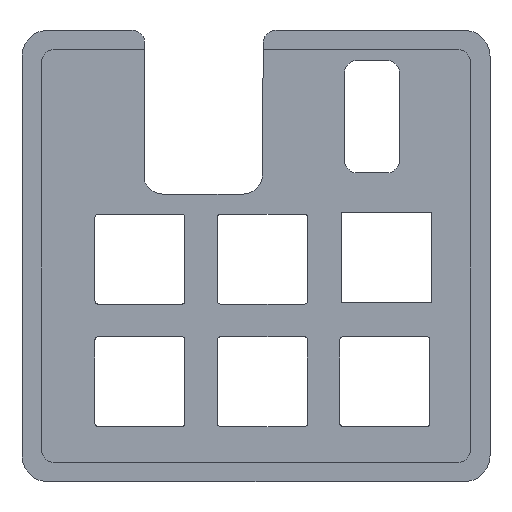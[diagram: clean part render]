
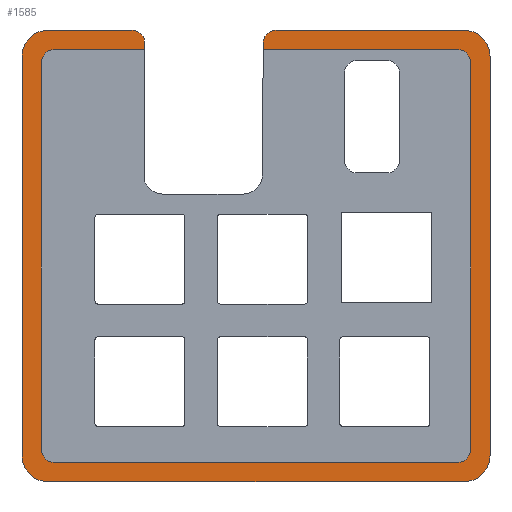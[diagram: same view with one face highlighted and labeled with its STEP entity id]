
A CAD part, top view. The second image highlights one B-rep face of the part: STEP entity #1585.
In plain terms, the highlighted planar face has unit normal (0, 0, 1).
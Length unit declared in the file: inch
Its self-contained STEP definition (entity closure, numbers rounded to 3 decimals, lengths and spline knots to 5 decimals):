
#55=PLANE('',#1747);
#121=FACE_OUTER_BOUND('',#215,.T.);
#215=EDGE_LOOP('',(#1355,#1356,#1357,#1358,#1359,#1360,#1361,#1362,#1363,
#1364,#1365,#1366,#1367,#1368,#1369,#1370,#1371,#1372,#1373,#1374,#1375,
#1376));
#267=LINE('',#2314,#429);
#302=LINE('',#2436,#464);
#305=LINE('',#2444,#467);
#347=LINE('',#2550,#509);
#351=LINE('',#2558,#513);
#355=LINE('',#2571,#517);
#379=LINE('',#2648,#541);
#380=LINE('',#2651,#542);
#381=LINE('',#2655,#543);
#382=LINE('',#2659,#544);
#383=LINE('',#2663,#545);
#384=LINE('',#2666,#546);
#429=VECTOR('',#1845,0.3937);
#464=VECTOR('',#1938,0.3937);
#467=VECTOR('',#1947,0.3937);
#509=VECTOR('',#2059,0.3937);
#513=VECTOR('',#2065,0.3937);
#517=VECTOR('',#2077,0.3937);
#541=VECTOR('',#2149,0.3937);
#542=VECTOR('',#2152,0.3937);
#543=VECTOR('',#2155,0.3937);
#544=VECTOR('',#2158,0.3937);
#545=VECTOR('',#2161,0.3937);
#546=VECTOR('',#2164,0.3937);
#580=CIRCLE('',#1649,0.07874);
#606=CIRCLE('',#1678,0.07874);
#607=CIRCLE('',#1681,0.07874);
#618=CIRCLE('',#1716,0.07874);
#619=CIRCLE('',#1720,0.07874);
#638=CIRCLE('',#1742,0.07874);
#639=CIRCLE('',#1748,0.15748);
#640=CIRCLE('',#1749,0.15748);
#641=CIRCLE('',#1750,0.15748);
#642=CIRCLE('',#1751,0.15748);
#661=VERTEX_POINT('',#2304);
#662=VERTEX_POINT('',#2306);
#664=VERTEX_POINT('',#2312);
#720=VERTEX_POINT('',#2428);
#721=VERTEX_POINT('',#2430);
#722=VERTEX_POINT('',#2434);
#723=VERTEX_POINT('',#2438);
#724=VERTEX_POINT('',#2442);
#753=VERTEX_POINT('',#2546);
#756=VERTEX_POINT('',#2556);
#757=VERTEX_POINT('',#2560);
#758=VERTEX_POINT('',#2561);
#761=VERTEX_POINT('',#2569);
#790=VERTEX_POINT('',#2639);
#791=VERTEX_POINT('',#2650);
#792=VERTEX_POINT('',#2652);
#793=VERTEX_POINT('',#2654);
#794=VERTEX_POINT('',#2656);
#795=VERTEX_POINT('',#2658);
#796=VERTEX_POINT('',#2660);
#797=VERTEX_POINT('',#2662);
#798=VERTEX_POINT('',#2664);
#825=EDGE_CURVE('',#661,#662,#580,.F.);
#829=EDGE_CURVE('',#664,#661,#267,.T.);
#887=EDGE_CURVE('',#720,#721,#606,.F.);
#890=EDGE_CURVE('',#722,#720,#302,.T.);
#892=EDGE_CURVE('',#723,#722,#607,.F.);
#894=EDGE_CURVE('',#724,#723,#305,.T.);
#946=EDGE_CURVE('',#753,#724,#618,.F.);
#947=EDGE_CURVE('',#662,#753,#347,.T.);
#951=EDGE_CURVE('',#664,#756,#351,.T.);
#952=EDGE_CURVE('',#757,#758,#619,.T.);
#957=EDGE_CURVE('',#757,#761,#355,.T.);
#996=EDGE_CURVE('',#790,#756,#638,.T.);
#999=EDGE_CURVE('',#721,#761,#379,.T.);
#1000=EDGE_CURVE('',#790,#791,#380,.T.);
#1001=EDGE_CURVE('',#791,#792,#639,.T.);
#1002=EDGE_CURVE('',#792,#793,#381,.T.);
#1003=EDGE_CURVE('',#793,#794,#640,.T.);
#1004=EDGE_CURVE('',#794,#795,#382,.T.);
#1005=EDGE_CURVE('',#795,#796,#641,.T.);
#1006=EDGE_CURVE('',#796,#797,#383,.T.);
#1007=EDGE_CURVE('',#797,#798,#642,.T.);
#1008=EDGE_CURVE('',#798,#758,#384,.T.);
#1355=ORIENTED_EDGE('',*,*,#952,.F.);
#1356=ORIENTED_EDGE('',*,*,#957,.T.);
#1357=ORIENTED_EDGE('',*,*,#999,.F.);
#1358=ORIENTED_EDGE('',*,*,#887,.F.);
#1359=ORIENTED_EDGE('',*,*,#890,.F.);
#1360=ORIENTED_EDGE('',*,*,#892,.F.);
#1361=ORIENTED_EDGE('',*,*,#894,.F.);
#1362=ORIENTED_EDGE('',*,*,#946,.F.);
#1363=ORIENTED_EDGE('',*,*,#947,.F.);
#1364=ORIENTED_EDGE('',*,*,#825,.F.);
#1365=ORIENTED_EDGE('',*,*,#829,.F.);
#1366=ORIENTED_EDGE('',*,*,#951,.T.);
#1367=ORIENTED_EDGE('',*,*,#996,.F.);
#1368=ORIENTED_EDGE('',*,*,#1000,.T.);
#1369=ORIENTED_EDGE('',*,*,#1001,.T.);
#1370=ORIENTED_EDGE('',*,*,#1002,.T.);
#1371=ORIENTED_EDGE('',*,*,#1003,.T.);
#1372=ORIENTED_EDGE('',*,*,#1004,.T.);
#1373=ORIENTED_EDGE('',*,*,#1005,.T.);
#1374=ORIENTED_EDGE('',*,*,#1006,.T.);
#1375=ORIENTED_EDGE('',*,*,#1007,.T.);
#1376=ORIENTED_EDGE('',*,*,#1008,.T.);
#1585=ADVANCED_FACE('',(#121),#55,.T.);
#1649=AXIS2_PLACEMENT_3D('',#2307,#1838,#1839);
#1678=AXIS2_PLACEMENT_3D('',#2431,#1932,#1933);
#1681=AXIS2_PLACEMENT_3D('',#2440,#1942,#1943);
#1716=AXIS2_PLACEMENT_3D('',#2548,#2055,#2056);
#1720=AXIS2_PLACEMENT_3D('',#2562,#2068,#2069);
#1742=AXIS2_PLACEMENT_3D('',#2641,#2137,#2138);
#1747=AXIS2_PLACEMENT_3D('',#2649,#2150,#2151);
#1748=AXIS2_PLACEMENT_3D('',#2653,#2153,#2154);
#1749=AXIS2_PLACEMENT_3D('',#2657,#2156,#2157);
#1750=AXIS2_PLACEMENT_3D('',#2661,#2159,#2160);
#1751=AXIS2_PLACEMENT_3D('',#2665,#2162,#2163);
#1838=DIRECTION('center_axis',(0.,0.,-1.));
#1839=DIRECTION('ref_axis',(-0.707,0.707,0.));
#1845=DIRECTION('',(-1.,0.,0.));
#1932=DIRECTION('center_axis',(0.,0.,-1.));
#1933=DIRECTION('ref_axis',(0.707,0.707,0.));
#1938=DIRECTION('',(0.,1.,0.));
#1942=DIRECTION('center_axis',(0.,0.,-1.));
#1943=DIRECTION('ref_axis',(0.707,-0.707,0.));
#1947=DIRECTION('',(1.,0.,0.));
#2055=DIRECTION('center_axis',(0.,0.,-1.));
#2056=DIRECTION('ref_axis',(-0.707,-0.707,0.));
#2059=DIRECTION('',(0.,-1.,0.));
#2065=DIRECTION('',(0.,1.,0.));
#2068=DIRECTION('center_axis',(0.,0.,-1.));
#2069=DIRECTION('ref_axis',(-0.705,0.709,0.));
#2077=DIRECTION('',(-0.006,-1.,0.));
#2137=DIRECTION('center_axis',(0.,0.,-1.));
#2138=DIRECTION('ref_axis',(0.707,0.707,0.));
#2149=DIRECTION('',(-1.,0.,0.));
#2150=DIRECTION('center_axis',(0.,0.,1.));
#2151=DIRECTION('ref_axis',(1.,0.,0.));
#2152=DIRECTION('',(-1.,0.,0.));
#2153=DIRECTION('center_axis',(0.,0.,1.));
#2154=DIRECTION('ref_axis',(0.,1.,0.));
#2155=DIRECTION('',(0.,-1.,0.));
#2156=DIRECTION('center_axis',(0.,0.,1.));
#2157=DIRECTION('ref_axis',(-1.,0.,0.));
#2158=DIRECTION('',(1.,0.,0.));
#2159=DIRECTION('center_axis',(0.,0.,1.));
#2160=DIRECTION('ref_axis',(0.,-1.,0.));
#2161=DIRECTION('',(0.,1.,0.));
#2162=DIRECTION('center_axis',(0.,0.,1.));
#2163=DIRECTION('ref_axis',(1.,0.,0.));
#2164=DIRECTION('',(-1.,0.,0.));
#2304=CARTESIAN_POINT('',(-2.30315,2.38189,0.07874));
#2306=CARTESIAN_POINT('',(-2.38189,2.30315,0.07874));
#2307=CARTESIAN_POINT('Origin',(-2.30315,2.30315,0.07874));
#2312=CARTESIAN_POINT('',(-1.75,2.38189,0.07874));
#2314=CARTESIAN_POINT('',(0.24016,2.38189,0.07874));
#2428=CARTESIAN_POINT('',(0.24016,2.30315,0.07874));
#2430=CARTESIAN_POINT('',(0.16142,2.38189,0.07874));
#2431=CARTESIAN_POINT('Origin',(0.16142,2.30315,0.07874));
#2434=CARTESIAN_POINT('',(0.24016,-0.05906,0.07874));
#2436=CARTESIAN_POINT('',(0.24016,-0.1378,0.07874));
#2438=CARTESIAN_POINT('',(0.16142,-0.1378,0.07874));
#2440=CARTESIAN_POINT('Origin',(0.16142,-0.05906,0.07874));
#2442=CARTESIAN_POINT('',(-2.30315,-0.1378,0.07874));
#2444=CARTESIAN_POINT('',(-2.38189,-0.1378,0.07874));
#2546=CARTESIAN_POINT('',(-2.38189,-0.05906,0.07874));
#2548=CARTESIAN_POINT('Origin',(-2.30315,-0.05906,0.07874));
#2550=CARTESIAN_POINT('',(-2.38189,2.38189,0.07874));
#2556=CARTESIAN_POINT('',(-1.75,2.42126,0.07874));
#2558=CARTESIAN_POINT('',(-1.75,1.81102,0.07874));
#2560=CARTESIAN_POINT('',(-1.02683,2.42173,0.07874));
#2561=CARTESIAN_POINT('',(-0.94809,2.5,0.07874));
#2562=CARTESIAN_POINT('Origin',(-0.94809,2.42126,0.07874));
#2569=CARTESIAN_POINT('',(-1.02707,2.38189,0.07874));
#2571=CARTESIAN_POINT('',(-1.03344,1.31111,0.07874));
#2639=CARTESIAN_POINT('',(-1.82874,2.5,0.07874));
#2641=CARTESIAN_POINT('Origin',(-1.82874,2.42126,0.07874));
#2648=CARTESIAN_POINT('',(0.24016,2.38189,0.07874));
#2649=CARTESIAN_POINT('Origin',(-1.07087,1.12205,0.07874));
#2650=CARTESIAN_POINT('',(-2.34252,2.5,0.07874));
#2651=CARTESIAN_POINT('',(-2.34252,2.5,0.07874));
#2652=CARTESIAN_POINT('',(-2.5,2.34252,0.07874));
#2653=CARTESIAN_POINT('Origin',(-2.34252,2.34252,0.07874));
#2654=CARTESIAN_POINT('',(-2.5,-0.09843,0.07874));
#2655=CARTESIAN_POINT('',(-2.5,2.34252,0.07874));
#2656=CARTESIAN_POINT('',(-2.34252,-0.25591,0.07874));
#2657=CARTESIAN_POINT('Origin',(-2.34252,-0.09843,0.07874));
#2658=CARTESIAN_POINT('',(0.20079,-0.25591,0.07874));
#2659=CARTESIAN_POINT('',(-2.34252,-0.25591,0.07874));
#2660=CARTESIAN_POINT('',(0.35827,-0.09843,0.07874));
#2661=CARTESIAN_POINT('Origin',(0.20079,-0.09843,0.07874));
#2662=CARTESIAN_POINT('',(0.35827,2.34252,0.07874));
#2663=CARTESIAN_POINT('',(0.35827,-0.09843,0.07874));
#2664=CARTESIAN_POINT('',(0.20079,2.5,0.07874));
#2665=CARTESIAN_POINT('Origin',(0.20079,2.34252,0.07874));
#2666=CARTESIAN_POINT('',(-2.34252,2.5,0.07874));
